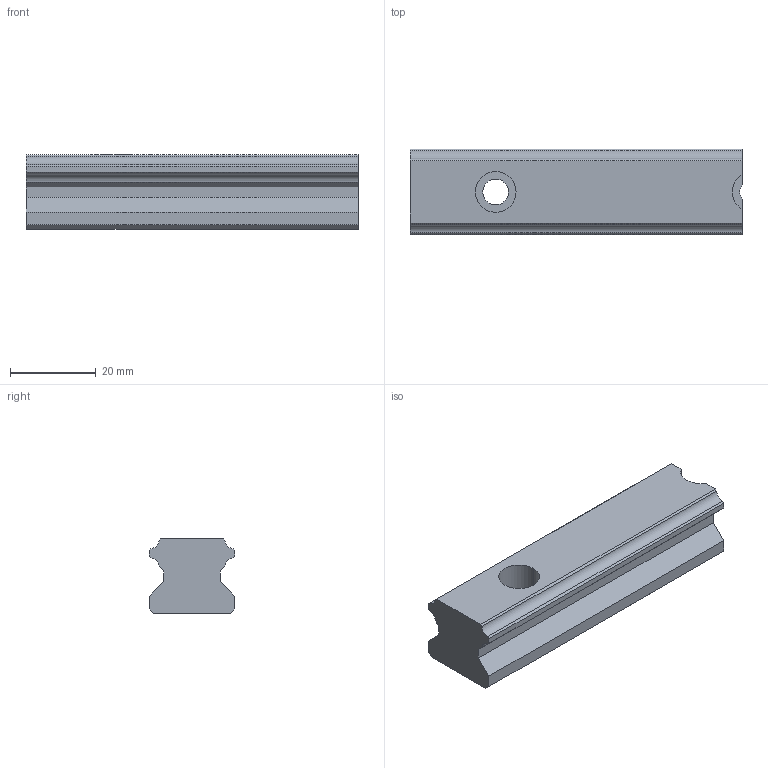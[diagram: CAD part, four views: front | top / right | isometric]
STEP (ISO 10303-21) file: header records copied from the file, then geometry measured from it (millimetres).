
FILE_DESCRIPTION(('starvars output'),'2;1');
FILE_NAME('cv20170705023357000001103.stp','02:33:57 2017/07/05',( 'Thomas Industrial Network Germany GmbH'),( 'Thomas Industrial Network Germany GmbH'),'unknown preprocess','ACIS' ,'unknown authorization');
FILE_SCHEMA(('CONFIG_CONTROL_DESIGN {UNKNOWN IMPLEMENTATION LEVEL}'));
Length unit declared in the file: millimetre
Products named in the file (1): PRODUCT_ID_1
Bounding box: 77.5 x 20 x 17.4 mm (x, y, z)
Volume: 21913.6 mm3; surface area: 6939.4 mm2
Topology: 1 solids, 1 shells, 37 faces, 102 edges, 68 vertices
Faces by surface type: plane 25, cylinder 12
Entity records: 1192 total; most frequent: ORIENTED_EDGE 204, CARTESIAN_POINT 191, DIRECTION 171, EDGE_CURVE 102, VECTOR 75, LINE 75, VERTEX_POINT 68, AXIS2_PLACEMENT_3D 48
